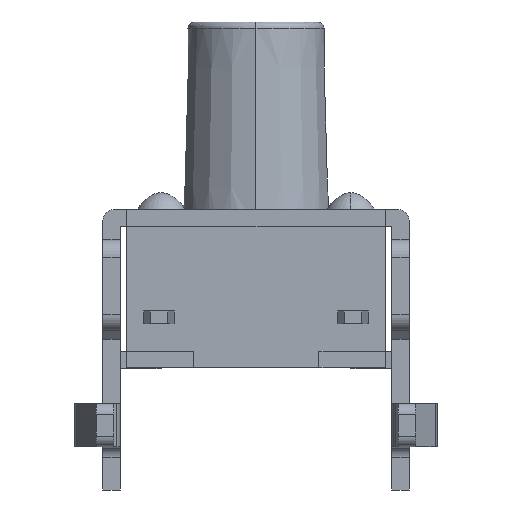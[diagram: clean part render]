
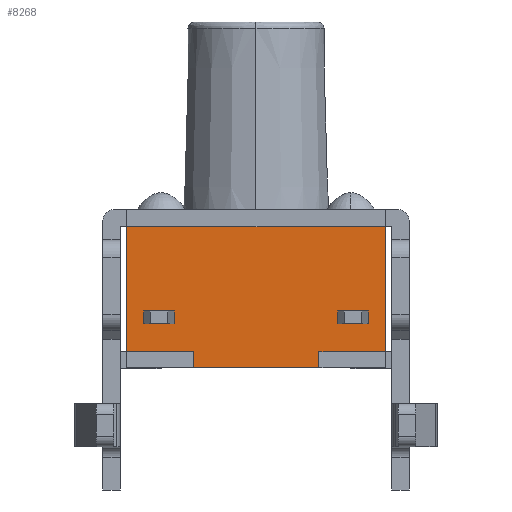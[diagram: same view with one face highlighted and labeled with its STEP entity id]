
A CAD part, front view. The second image highlights one B-rep face of the part: STEP entity #8268.
In plain terms, the highlighted face is planar.
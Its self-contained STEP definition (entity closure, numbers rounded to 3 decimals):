
#2 = AXIS2_PLACEMENT_3D ( 'NONE', #1289, #1975, #3921 ) ;
#8 = EDGE_CURVE ( 'NONE', #1270, #8364, #8089, .T. ) ;
#42 = VERTEX_POINT ( 'NONE', #6609 ) ;
#109 = LINE ( 'NONE', #4507, #6147 ) ;
#114 = CARTESIAN_POINT ( 'NONE',  ( -3., 3., 2.89 ) ) ;
#184 = DIRECTION ( 'NONE',  ( 0., 1., 0. ) ) ;
#211 = CARTESIAN_POINT ( 'NONE',  ( -3., -2.6, -0.544 ) ) ;
#225 = ORIENTED_EDGE ( 'NONE', *, *, #8537, .F. ) ;
#306 = CARTESIAN_POINT ( 'NONE',  ( -3., 2.6, -0.544 ) ) ;
#356 = CARTESIAN_POINT ( 'NONE',  ( -3., -3.3, 0.64 ) ) ;
#418 = VECTOR ( 'NONE', #6334, 1000. ) ;
#439 = ORIENTED_EDGE ( 'NONE', *, *, #3768, .F. ) ;
#501 = CARTESIAN_POINT ( 'NONE',  ( -3., -1.9, -0.544 ) ) ;
#508 = FACE_BOUND ( 'NONE', #776, .T. ) ;
#573 = VECTOR ( 'NONE', #8013, 1000. ) ;
#577 = EDGE_CURVE ( 'NONE', #3894, #4737, #7198, .T. ) ;
#619 = PLANE ( 'NONE',  #2 ) ;
#776 = EDGE_LOOP ( 'NONE', ( #3897, #2904, #4543, #1177 ) ) ;
#788 = LINE ( 'NONE', #356, #6603 ) ;
#790 = CARTESIAN_POINT ( 'NONE',  ( -3., 1.9, -0.544 ) ) ;
#953 = LINE ( 'NONE', #306, #3582 ) ;
#1047 = VECTOR ( 'NONE', #1942, 1000. ) ;
#1081 = VERTEX_POINT ( 'NONE', #114 ) ;
#1177 = ORIENTED_EDGE ( 'NONE', *, *, #3916, .T. ) ;
#1216 = DIRECTION ( 'NONE',  ( 0., -1., 0. ) ) ;
#1270 = VERTEX_POINT ( 'NONE', #7849 ) ;
#1289 = CARTESIAN_POINT ( 'NONE',  ( -3., -3.3, -0.544 ) ) ;
#1311 = DIRECTION ( 'NONE',  ( 0., 0., -1. ) ) ;
#1319 = CARTESIAN_POINT ( 'NONE',  ( -3., -3.3, 2.89 ) ) ;
#1517 = VERTEX_POINT ( 'NONE', #4869 ) ;
#1577 = DIRECTION ( 'NONE',  ( 0., 0., 1. ) ) ;
#1696 = LINE ( 'NONE', #211, #2514 ) ;
#1733 = VERTEX_POINT ( 'NONE', #2659 ) ;
#1738 = EDGE_CURVE ( 'NONE', #4156, #1081, #5051, .T. ) ;
#1865 = LINE ( 'NONE', #7807, #2677 ) ;
#1942 = DIRECTION ( 'NONE',  ( 0., -1., 0. ) ) ;
#1975 = DIRECTION ( 'NONE',  ( -1., 0., 0. ) ) ;
#1998 = LINE ( 'NONE', #7535, #5444 ) ;
#2027 = EDGE_CURVE ( 'NONE', #3252, #8422, #3281, .T. ) ;
#2062 = CARTESIAN_POINT ( 'NONE',  ( -3., -2.6, 0.94 ) ) ;
#2157 = VERTEX_POINT ( 'NONE', #4369 ) ;
#2255 = DIRECTION ( 'NONE',  ( 0., 0., -1. ) ) ;
#2311 = LINE ( 'NONE', #7946, #2518 ) ;
#2484 = ORIENTED_EDGE ( 'NONE', *, *, #1738, .T. ) ;
#2496 = FACE_BOUND ( 'NONE', #6119, .T. ) ;
#2514 = VECTOR ( 'NONE', #4185, 1000. ) ;
#2518 = VECTOR ( 'NONE', #1311, 1000. ) ;
#2593 = DIRECTION ( 'NONE',  ( 0., 0., 1. ) ) ;
#2620 = CARTESIAN_POINT ( 'NONE',  ( -3., 1.44, -0.38 ) ) ;
#2659 = CARTESIAN_POINT ( 'NONE',  ( -3., -3., 0. ) ) ;
#2666 = CARTESIAN_POINT ( 'NONE',  ( -3., -3.3, 0.94 ) ) ;
#2677 = VECTOR ( 'NONE', #2593, 1000. ) ;
#2691 = FACE_OUTER_BOUND ( 'NONE', #3520, .T. ) ;
#2714 = CARTESIAN_POINT ( 'NONE',  ( -3., -3.3, 0.94 ) ) ;
#2758 = EDGE_CURVE ( 'NONE', #6552, #1270, #953, .T. ) ;
#2794 = DIRECTION ( 'NONE',  ( 0., -1., 0. ) ) ;
#2833 = VECTOR ( 'NONE', #7924, 1000. ) ;
#2904 = ORIENTED_EDGE ( 'NONE', *, *, #2758, .T. ) ;
#2963 = VECTOR ( 'NONE', #1216, 1000. ) ;
#3052 = CARTESIAN_POINT ( 'NONE',  ( -3., -3., 3.474 ) ) ;
#3110 = CARTESIAN_POINT ( 'NONE',  ( -3., -3., 2.89 ) ) ;
#3168 = CARTESIAN_POINT ( 'NONE',  ( -3., -3.3, -0.38 ) ) ;
#3224 = ORIENTED_EDGE ( 'NONE', *, *, #7169, .T. ) ;
#3252 = VERTEX_POINT ( 'NONE', #4673 ) ;
#3267 = EDGE_CURVE ( 'NONE', #1517, #7527, #2311, .T. ) ;
#3281 = LINE ( 'NONE', #8169, #5579 ) ;
#3520 = EDGE_LOOP ( 'NONE', ( #7332, #439, #2484, #225, #5925, #7643, #4303, #7322 ) ) ;
#3559 = VECTOR ( 'NONE', #7131, 1000. ) ;
#3582 = VECTOR ( 'NONE', #8266, 1000. ) ;
#3635 = EDGE_CURVE ( 'NONE', #42, #3894, #7248, .T. ) ;
#3767 = LINE ( 'NONE', #3168, #1047 ) ;
#3768 = EDGE_CURVE ( 'NONE', #4156, #1733, #7954, .T. ) ;
#3894 = VERTEX_POINT ( 'NONE', #8189 ) ;
#3897 = ORIENTED_EDGE ( 'NONE', *, *, #5643, .T. ) ;
#3916 = EDGE_CURVE ( 'NONE', #8364, #6284, #5336, .T. ) ;
#3921 = DIRECTION ( 'NONE',  ( 0., 0., 1. ) ) ;
#4101 = ORIENTED_EDGE ( 'NONE', *, *, #577, .T. ) ;
#4156 = VERTEX_POINT ( 'NONE', #3110 ) ;
#4185 = DIRECTION ( 'NONE',  ( 0., 0., -1. ) ) ;
#4303 = ORIENTED_EDGE ( 'NONE', *, *, #7512, .T. ) ;
#4369 = CARTESIAN_POINT ( 'NONE',  ( -3., -2.6, 0.64 ) ) ;
#4507 = CARTESIAN_POINT ( 'NONE',  ( -3., -3.077, 0. ) ) ;
#4543 = ORIENTED_EDGE ( 'NONE', *, *, #8, .T. ) ;
#4673 = CARTESIAN_POINT ( 'NONE',  ( -3., -1.46, -0.38 ) ) ;
#4737 = VERTEX_POINT ( 'NONE', #2062 ) ;
#4869 = CARTESIAN_POINT ( 'NONE',  ( -3., 1.44, 0. ) ) ;
#4921 = CARTESIAN_POINT ( 'NONE',  ( -3., -1.46, 0. ) ) ;
#5017 = ORIENTED_EDGE ( 'NONE', *, *, #7197, .T. ) ;
#5051 = LINE ( 'NONE', #1319, #2833 ) ;
#5336 = LINE ( 'NONE', #790, #8589 ) ;
#5444 = VECTOR ( 'NONE', #184, 1000. ) ;
#5579 = VECTOR ( 'NONE', #1577, 1000. ) ;
#5643 = EDGE_CURVE ( 'NONE', #6284, #6552, #788, .T. ) ;
#5925 = ORIENTED_EDGE ( 'NONE', *, *, #7709, .T. ) ;
#6028 = VERTEX_POINT ( 'NONE', #7499 ) ;
#6119 = EDGE_LOOP ( 'NONE', ( #5017, #6460, #4101, #3224 ) ) ;
#6147 = VECTOR ( 'NONE', #8317, 1000. ) ;
#6284 = VERTEX_POINT ( 'NONE', #8415 ) ;
#6334 = DIRECTION ( 'NONE',  ( 0., 0., -1. ) ) ;
#6446 = VECTOR ( 'NONE', #2794, 1000. ) ;
#6460 = ORIENTED_EDGE ( 'NONE', *, *, #3635, .T. ) ;
#6552 = VERTEX_POINT ( 'NONE', #8072 ) ;
#6603 = VECTOR ( 'NONE', #7595, 1000. ) ;
#6609 = CARTESIAN_POINT ( 'NONE',  ( -3., -1.9, 0.64 ) ) ;
#6759 = EDGE_CURVE ( 'NONE', #8422, #1733, #109, .T. ) ;
#6761 = CARTESIAN_POINT ( 'NONE',  ( -3., -3.3, 0. ) ) ;
#7131 = DIRECTION ( 'NONE',  ( 0., 0., 1. ) ) ;
#7169 = EDGE_CURVE ( 'NONE', #4737, #2157, #1696, .T. ) ;
#7197 = EDGE_CURVE ( 'NONE', #2157, #42, #1998, .T. ) ;
#7198 = LINE ( 'NONE', #2714, #573 ) ;
#7248 = LINE ( 'NONE', #501, #3559 ) ;
#7322 = ORIENTED_EDGE ( 'NONE', *, *, #2027, .T. ) ;
#7332 = ORIENTED_EDGE ( 'NONE', *, *, #6759, .T. ) ;
#7499 = CARTESIAN_POINT ( 'NONE',  ( -3., 3., 0. ) ) ;
#7512 = EDGE_CURVE ( 'NONE', #7527, #3252, #3767, .T. ) ;
#7527 = VERTEX_POINT ( 'NONE', #2620 ) ;
#7535 = CARTESIAN_POINT ( 'NONE',  ( -3., -3.3, 0.64 ) ) ;
#7595 = DIRECTION ( 'NONE',  ( 0., 1., 0. ) ) ;
#7643 = ORIENTED_EDGE ( 'NONE', *, *, #3267, .T. ) ;
#7709 = EDGE_CURVE ( 'NONE', #6028, #1517, #8055, .T. ) ;
#7807 = CARTESIAN_POINT ( 'NONE',  ( -3., 3., -0.564 ) ) ;
#7849 = CARTESIAN_POINT ( 'NONE',  ( -3., 2.6, 0.94 ) ) ;
#7924 = DIRECTION ( 'NONE',  ( 0., 1., 0. ) ) ;
#7946 = CARTESIAN_POINT ( 'NONE',  ( -3., 1.44, -0.544 ) ) ;
#7954 = LINE ( 'NONE', #3052, #418 ) ;
#8013 = DIRECTION ( 'NONE',  ( 0., -1., 0. ) ) ;
#8055 = LINE ( 'NONE', #6761, #6446 ) ;
#8072 = CARTESIAN_POINT ( 'NONE',  ( -3., 2.6, 0.64 ) ) ;
#8089 = LINE ( 'NONE', #2666, #2963 ) ;
#8091 = CARTESIAN_POINT ( 'NONE',  ( -3., 1.9, 0.94 ) ) ;
#8169 = CARTESIAN_POINT ( 'NONE',  ( -3., -1.46, -0.544 ) ) ;
#8189 = CARTESIAN_POINT ( 'NONE',  ( -3., -1.9, 0.94 ) ) ;
#8266 = DIRECTION ( 'NONE',  ( 0., 0., 1. ) ) ;
#8268 = ADVANCED_FACE ( 'NONE', ( #2496, #508, #2691 ), #619, .T. ) ;
#8317 = DIRECTION ( 'NONE',  ( 0., -1., 0. ) ) ;
#8364 = VERTEX_POINT ( 'NONE', #8091 ) ;
#8415 = CARTESIAN_POINT ( 'NONE',  ( -3., 1.9, 0.64 ) ) ;
#8422 = VERTEX_POINT ( 'NONE', #4921 ) ;
#8537 = EDGE_CURVE ( 'NONE', #6028, #1081, #1865, .T. ) ;
#8589 = VECTOR ( 'NONE', #2255, 1000. ) ;
